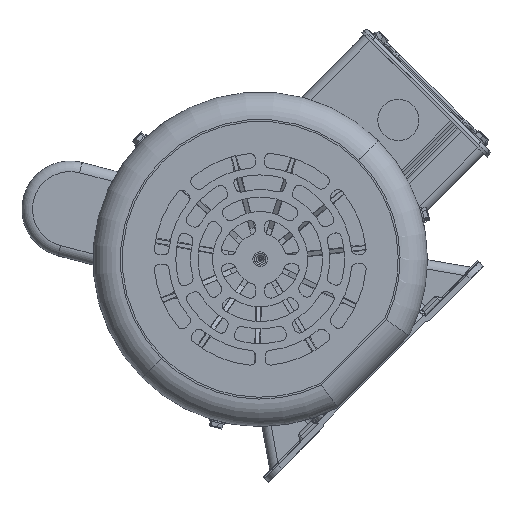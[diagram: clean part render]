
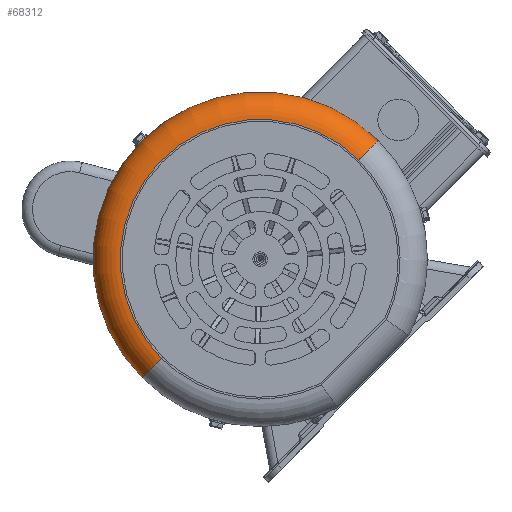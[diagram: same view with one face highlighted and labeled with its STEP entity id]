
A CAD part, left-side view. The second image highlights one B-rep face of the part: STEP entity #68312.
In plain terms, the highlighted toroidal (fillet/blend) face has major radius 76.25 mm and minor radius 15 mm.
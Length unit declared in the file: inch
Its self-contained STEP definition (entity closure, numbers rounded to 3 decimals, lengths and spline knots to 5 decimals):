
#1449 = CARTESIAN_POINT ( 'NONE',  ( 3.00197, 0., 0.59055 ) ) ;
#3727 = ORIENTED_EDGE ( 'NONE', *, *, #46632, .F. ) ;
#5541 = AXIS2_PLACEMENT_3D ( 'NONE', #33022, #81772, #40009 ) ;
#7161 = CIRCLE ( 'NONE', #12616, 3.00197 ) ;
#9795 = EDGE_CURVE ( 'NONE', #68216, #61495, #21826, .T. ) ;
#10716 = CIRCLE ( 'NONE', #28144, 0.59055 ) ;
#12171 = AXIS2_PLACEMENT_3D ( 'NONE', #36114, #84816, #43110 ) ;
#12616 = AXIS2_PLACEMENT_3D ( 'NONE', #26166, #74931, #33190 ) ;
#21826 = CIRCLE ( 'NONE', #5541, 3.59252 ) ;
#23706 = CARTESIAN_POINT ( 'NONE',  ( -3.59252, 0., 0. ) ) ;
#26166 = CARTESIAN_POINT ( 'NONE',  ( 0., 0., 0.59055 ) ) ;
#26812 = ORIENTED_EDGE ( 'NONE', *, *, #90571, .F. ) ;
#27070 = VERTEX_POINT ( 'NONE', #1449 ) ;
#28144 = AXIS2_PLACEMENT_3D ( 'NONE', #77822, #36087, #84784 ) ;
#33022 = CARTESIAN_POINT ( 'NONE',  ( 0., 0., 0. ) ) ;
#33190 = DIRECTION ( 'NONE',  ( 1., 0., 0. ) ) ;
#34788 = ORIENTED_EDGE ( 'NONE', *, *, #9795, .F. ) ;
#36087 = DIRECTION ( 'NONE',  ( 0., 1., 0. ) ) ;
#36114 = CARTESIAN_POINT ( 'NONE',  ( 3.00197, 0., 0. ) ) ;
#40009 = DIRECTION ( 'NONE',  ( 1., 0., 0. ) ) ;
#43110 = DIRECTION ( 'NONE',  ( 0., 0., -1. ) ) ;
#45272 = CARTESIAN_POINT ( 'NONE',  ( 3.59252, 0., 0. ) ) ;
#45428 = VERTEX_POINT ( 'NONE', #78315 ) ;
#46632 = EDGE_CURVE ( 'NONE', #27070, #45428, #7161, .T. ) ;
#50415 = FACE_OUTER_BOUND ( 'NONE', #84691, .T. ) ;
#61495 = VERTEX_POINT ( 'NONE', #45272 ) ;
#65789 = DIRECTION ( 'NONE',  ( 0., 0., 1. ) ) ;
#66796 = TOROIDAL_SURFACE ( 'NONE', #85984, 3.00197, 0.59055 ) ;
#68216 = VERTEX_POINT ( 'NONE', #23706 ) ;
#68312 = ADVANCED_FACE ( 'NONE', ( #50415 ), #66796, .T. ) ;
#74931 = DIRECTION ( 'NONE',  ( 0., 0., 1. ) ) ;
#77822 = CARTESIAN_POINT ( 'NONE',  ( -3.00197, 0., 0. ) ) ;
#78315 = CARTESIAN_POINT ( 'NONE',  ( -3.00197, 0., 0.59055 ) ) ;
#79535 = CARTESIAN_POINT ( 'NONE',  ( 0., 0., 0. ) ) ;
#79840 = DIRECTION ( 'NONE',  ( 1., 0., 0. ) ) ;
#81772 = DIRECTION ( 'NONE',  ( 0., 0., -1. ) ) ;
#81893 = ORIENTED_EDGE ( 'NONE', *, *, #83669, .T. ) ;
#83669 = EDGE_CURVE ( 'NONE', #68216, #45428, #10716, .T. ) ;
#84691 = EDGE_LOOP ( 'NONE', ( #34788, #81893, #3727, #26812 ) ) ;
#84784 = DIRECTION ( 'NONE',  ( -1., 0., 0. ) ) ;
#84816 = DIRECTION ( 'NONE',  ( 0., -1., 0. ) ) ;
#85984 = AXIS2_PLACEMENT_3D ( 'NONE', #79535, #65789, #79840 ) ;
#90543 = CIRCLE ( 'NONE', #12171, 0.59055 ) ;
#90571 = EDGE_CURVE ( 'NONE', #61495, #27070, #90543, .T. ) ;
